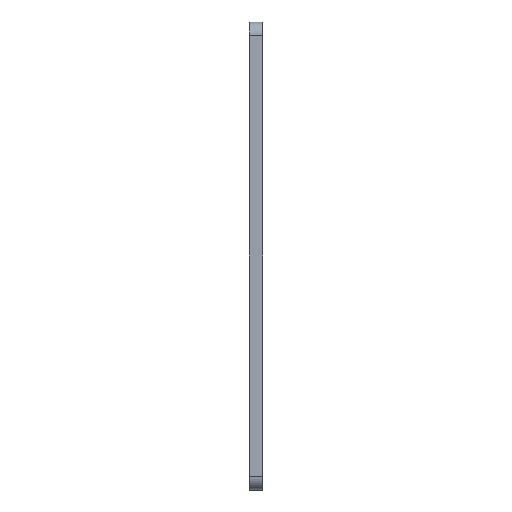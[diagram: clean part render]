
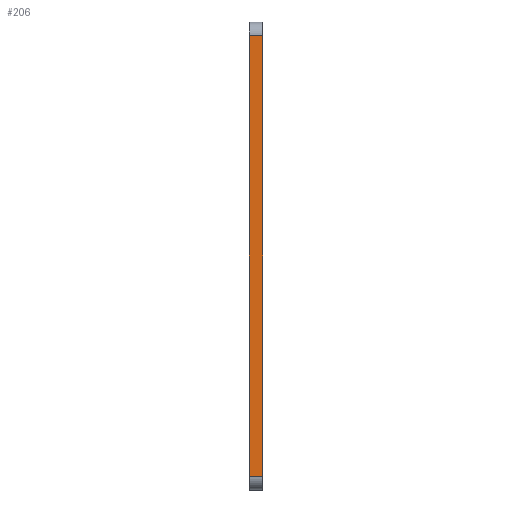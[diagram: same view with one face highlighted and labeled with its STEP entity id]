
A CAD part, left-side view. The second image highlights one B-rep face of the part: STEP entity #206.
In plain terms, the highlighted planar face has unit normal (-1, 0, 0).
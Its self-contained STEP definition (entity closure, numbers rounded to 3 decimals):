
#23 = FACE_OUTER_BOUND ( 'NONE', #167, .T. ) ;
#73 = VERTEX_POINT ( 'NONE', #453 ) ;
#100 = DIRECTION ( 'NONE',  ( 0., 0., 1. ) ) ;
#103 = CARTESIAN_POINT ( 'NONE',  ( -28., 0., -13. ) ) ;
#106 = LINE ( 'NONE', #684, #710 ) ;
#163 = EDGE_CURVE ( 'NONE', #926, #73, #391, .T. ) ;
#167 = EDGE_LOOP ( 'NONE', ( #260, #502, #219, #847 ) ) ;
#174 = DIRECTION ( 'NONE',  ( -1., 0., 0. ) ) ;
#194 = EDGE_CURVE ( 'NONE', #73, #595, #476, .T. ) ;
#206 = ADVANCED_FACE ( 'NONE', ( #23 ), #883, .T. ) ;
#219 = ORIENTED_EDGE ( 'NONE', *, *, #536, .F. ) ;
#260 = ORIENTED_EDGE ( 'NONE', *, *, #194, .T. ) ;
#263 = DIRECTION ( 'NONE',  ( 0., 0., 1. ) ) ;
#265 = CARTESIAN_POINT ( 'NONE',  ( -28., 0., -13. ) ) ;
#292 = AXIS2_PLACEMENT_3D ( 'NONE', #103, #174, #100 ) ;
#322 = VECTOR ( 'NONE', #483, 1000. ) ;
#391 = LINE ( 'NONE', #672, #322 ) ;
#410 = CARTESIAN_POINT ( 'NONE',  ( -28., 2.5, 70.5 ) ) ;
#443 = EDGE_CURVE ( 'NONE', #595, #676, #688, .T. ) ;
#453 = CARTESIAN_POINT ( 'NONE',  ( -28., 0., -10.5 ) ) ;
#470 = CARTESIAN_POINT ( 'NONE',  ( -28., 0., 70.5 ) ) ;
#476 = LINE ( 'NONE', #265, #520 ) ;
#483 = DIRECTION ( 'NONE',  ( 0., -1., 0. ) ) ;
#493 = CARTESIAN_POINT ( 'NONE',  ( -28., 0., 70.5 ) ) ;
#502 = ORIENTED_EDGE ( 'NONE', *, *, #443, .T. ) ;
#517 = VECTOR ( 'NONE', #887, 1000. ) ;
#520 = VECTOR ( 'NONE', #556, 1000. ) ;
#536 = EDGE_CURVE ( 'NONE', #926, #676, #106, .T. ) ;
#556 = DIRECTION ( 'NONE',  ( 0., 0., 1. ) ) ;
#595 = VERTEX_POINT ( 'NONE', #493 ) ;
#672 = CARTESIAN_POINT ( 'NONE',  ( -28., 0., -10.5 ) ) ;
#676 = VERTEX_POINT ( 'NONE', #410 ) ;
#684 = CARTESIAN_POINT ( 'NONE',  ( -28., 2.5, -13. ) ) ;
#688 = LINE ( 'NONE', #470, #517 ) ;
#710 = VECTOR ( 'NONE', #263, 1000. ) ;
#758 = CARTESIAN_POINT ( 'NONE',  ( -28., 2.5, -10.5 ) ) ;
#847 = ORIENTED_EDGE ( 'NONE', *, *, #163, .T. ) ;
#883 = PLANE ( 'NONE',  #292 ) ;
#887 = DIRECTION ( 'NONE',  ( 0., 1., 0. ) ) ;
#926 = VERTEX_POINT ( 'NONE', #758 ) ;
